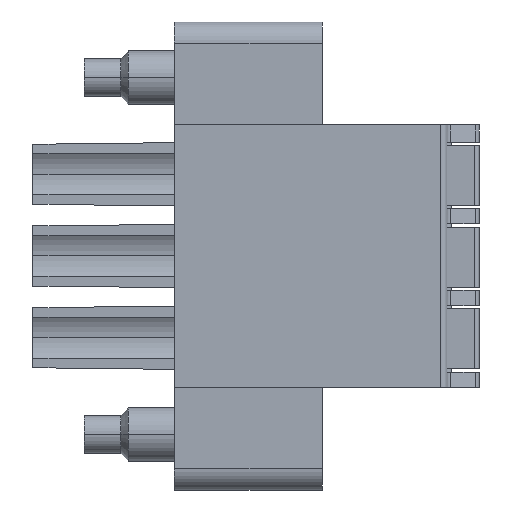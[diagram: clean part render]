
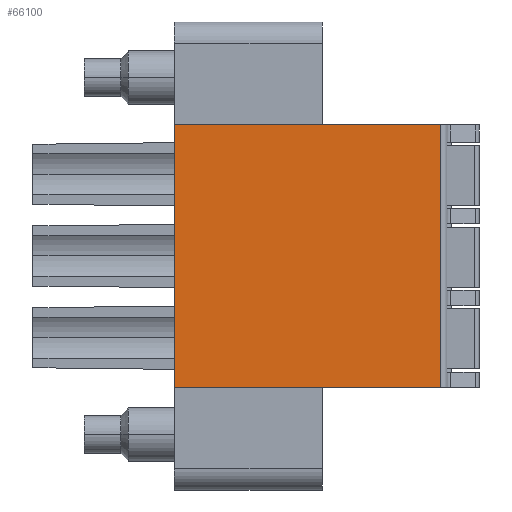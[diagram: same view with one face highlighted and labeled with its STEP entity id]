
A CAD part, front view. The second image highlights one B-rep face of the part: STEP entity #66100.
In plain terms, the highlighted planar face has unit normal (0, -1, 0).
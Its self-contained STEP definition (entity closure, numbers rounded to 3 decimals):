
#110=CARTESIAN_POINT('',(-30.459,40.614,
   2.3));
#120=VERTEX_POINT('',#110);
#170=CARTESIAN_POINT('',(-30.459,40.614,
   2.3));
#180=DIRECTION('',(-1.,0.,
   0.));
#190=VECTOR('',#180,1.);
#200=LINE('',#170,#190);
#210=CARTESIAN_POINT('',(-42.859,40.614,
   2.3));
#220=VERTEX_POINT('',#210);
#230=EDGE_CURVE('',#120,#220,#200,.T.);
#65800=CARTESIAN_POINT('',(-42.859,
   40.614,0.));
#65810=DIRECTION('',(0.,-1.,
   0.));
#65820=DIRECTION('',(-1.,0.,
   0.));
#65830=AXIS2_PLACEMENT_3D('',#65800,#65810,#65820);
#65840=PLANE('',#65830);
#65850=ORIENTED_EDGE('',*,*,#230,.T.);
#65860=CARTESIAN_POINT('',(-30.459,
   40.614,-3.81));
#65870=DIRECTION('',(0.,0.,
   -1.));
#65880=VECTOR('',#65870,1.);
#65890=LINE('',#65860,#65880);
#65900=CARTESIAN_POINT('',(-30.459,
   40.614,-9.92));
#65910=VERTEX_POINT('',#65900);
#65920=EDGE_CURVE('',#120,#65910,#65890,.T.);
#65930=ORIENTED_EDGE('',*,*,#65920,.F.);
#65940=CARTESIAN_POINT('',(-30.459,
   40.614,-9.92));
#65950=DIRECTION('',(-1.,0.,
   0.));
#65960=VECTOR('',#65950,1.);
#65970=LINE('',#65940,#65960);
#65980=CARTESIAN_POINT('',(-42.859,
   40.614,-9.92));
#65990=VERTEX_POINT('',#65980);
#66000=EDGE_CURVE('',#65910,#65990,#65970,.T.);
#66010=ORIENTED_EDGE('',*,*,#66000,.F.);
#66020=CARTESIAN_POINT('',(-42.859,
   40.614,0.));
#66030=DIRECTION('',(0.,0.,
   -1.));
#66040=VECTOR('',#66030,1.);
#66050=LINE('',#66020,#66040);
#66060=EDGE_CURVE('',#220,#65990,#66050,.T.);
#66070=ORIENTED_EDGE('',*,*,#66060,.T.);
#66080=EDGE_LOOP('',(#66070,#66010,#65930,#65850));
#66090=FACE_OUTER_BOUND('',#66080,.T.);
#66100=ADVANCED_FACE('',(#66090),#65840,.T.);
